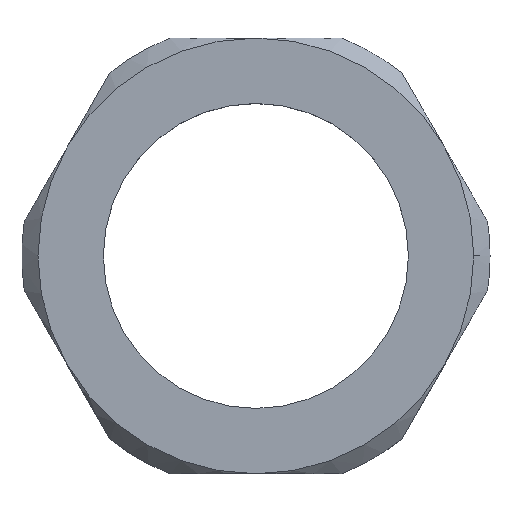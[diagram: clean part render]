
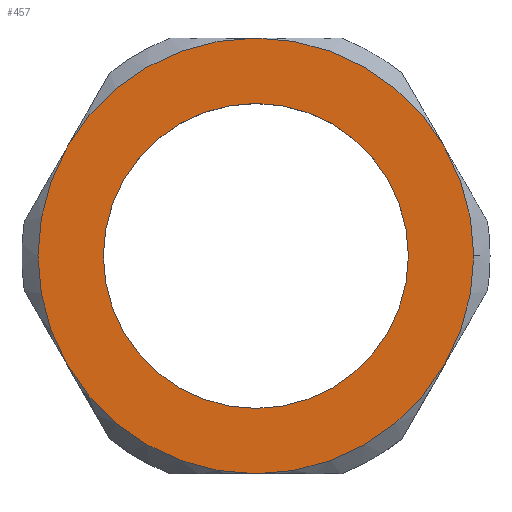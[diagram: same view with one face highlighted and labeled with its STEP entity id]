
A CAD part, top view. The second image highlights one B-rep face of the part: STEP entity #457.
In plain terms, the highlighted planar face has unit normal (0, 0, 1).
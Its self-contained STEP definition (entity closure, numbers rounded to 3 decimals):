
#7 = AXIS2_PLACEMENT_3D ( 'NONE', #616, #615, #614 ) ;
#10 = AXIS2_PLACEMENT_3D ( 'NONE', #578, #577, #576 ) ;
#11 = AXIS2_PLACEMENT_3D ( 'NONE', #52, #62, #63 ) ;
#17 = AXIS2_PLACEMENT_3D ( 'NONE', #606, #602, #600 ) ;
#19 = AXIS2_PLACEMENT_3D ( 'NONE', #584, #580, #579 ) ;
#20 = AXIS2_PLACEMENT_3D ( 'NONE', #46, #50, #51 ) ;
#28 = AXIS2_PLACEMENT_3D ( 'NONE', #575, #574, #573 ) ;
#32 = AXIS2_PLACEMENT_3D ( 'NONE', #113, #114, #115 ) ;
#35 = AXIS2_PLACEMENT_3D ( 'NONE', #81, #82, #83 ) ;
#46 = CARTESIAN_POINT ( 'NONE',  ( 0., 0., 2.8 ) ) ;
#50 = DIRECTION ( 'NONE',  ( 0., 0., 1. ) ) ;
#51 = DIRECTION ( 'NONE',  ( 1., 0., 0. ) ) ;
#52 = CARTESIAN_POINT ( 'NONE',  ( 0., 0., 2.8 ) ) ;
#62 = DIRECTION ( 'NONE',  ( 0., 0., 1. ) ) ;
#63 = DIRECTION ( 'NONE',  ( 1., 0., 0. ) ) ;
#81 = CARTESIAN_POINT ( 'NONE',  ( 0., 0., 2.8 ) ) ;
#82 = DIRECTION ( 'NONE',  ( 0., 0., 1. ) ) ;
#83 = DIRECTION ( 'NONE',  ( 1., 0., 0. ) ) ;
#113 = CARTESIAN_POINT ( 'NONE',  ( 0., 0., 2.8 ) ) ;
#114 = DIRECTION ( 'NONE',  ( 0., 0., 1. ) ) ;
#115 = DIRECTION ( 'NONE',  ( 1., 0., 0. ) ) ;
#128 = PLANE ( 'NONE',  #326 ) ;
#129 = CARTESIAN_POINT ( 'NONE',  ( 0., 0., 2.8 ) ) ;
#130 = DIRECTION ( 'NONE',  ( 0., 0., 1. ) ) ;
#131 = DIRECTION ( 'NONE',  ( 1., 0., 0. ) ) ;
#267 = CARTESIAN_POINT ( 'NONE',  ( 0., 7.5, 2.8 ) ) ;
#272 = CARTESIAN_POINT ( 'NONE',  ( -6.495, 3.75, 2.8 ) ) ;
#275 = CARTESIAN_POINT ( 'NONE',  ( -5.25, 0., 2.8 ) ) ;
#278 = CARTESIAN_POINT ( 'NONE',  ( 7.5, 0., 2.8 ) ) ;
#279 = CARTESIAN_POINT ( 'NONE',  ( 6.495, 3.75, 2.8 ) ) ;
#280 = CARTESIAN_POINT ( 'NONE',  ( 5.25, 0., 2.8 ) ) ;
#284 = CARTESIAN_POINT ( 'NONE',  ( 0., -7.5, 2.8 ) ) ;
#292 = CARTESIAN_POINT ( 'NONE',  ( -6.495, -3.75, 2.8 ) ) ;
#299 = CARTESIAN_POINT ( 'NONE',  ( 6.495, -3.75, 2.8 ) ) ;
#322 = FACE_BOUND ( 'NONE', #743, .T. ) ;
#324 = FACE_OUTER_BOUND ( 'NONE', #741, .T. ) ;
#326 = AXIS2_PLACEMENT_3D ( 'NONE', #129, #130, #131 ) ;
#417 = EDGE_CURVE ( 'NONE', #776, #777, #511, .T. ) ;
#421 = EDGE_CURVE ( 'NONE', #769, #779, #509, .T. ) ;
#428 = EDGE_CURVE ( 'NONE', #779, #769, #505, .T. ) ;
#429 = EDGE_CURVE ( 'NONE', #805, #776, #504, .T. ) ;
#430 = EDGE_CURVE ( 'NONE', #777, #695, #503, .T. ) ;
#435 = EDGE_CURVE ( 'NONE', #795, #786, #502, .T. ) ;
#439 = EDGE_CURVE ( 'NONE', #766, #795, #501, .T. ) ;
#444 = EDGE_CURVE ( 'NONE', #695, #766, #500, .T. ) ;
#453 = EDGE_CURVE ( 'NONE', #786, #805, #499, .T. ) ;
#457 = ADVANCED_FACE ( 'NONE', ( #322, #324 ), #128, .T. ) ;
#499 = CIRCLE ( 'NONE', #32, 7.5 ) ;
#500 = CIRCLE ( 'NONE', #35, 7.5 ) ;
#501 = CIRCLE ( 'NONE', #11, 7.5 ) ;
#502 = CIRCLE ( 'NONE', #20, 7.5 ) ;
#503 = CIRCLE ( 'NONE', #28, 7.5 ) ;
#504 = CIRCLE ( 'NONE', #10, 7.5 ) ;
#505 = CIRCLE ( 'NONE', #19, 5.25 ) ;
#509 = CIRCLE ( 'NONE', #17, 5.25 ) ;
#511 = CIRCLE ( 'NONE', #7, 7.5 ) ;
#573 = DIRECTION ( 'NONE',  ( 1., 0., 0. ) ) ;
#574 = DIRECTION ( 'NONE',  ( 0., 0., 1. ) ) ;
#575 = CARTESIAN_POINT ( 'NONE',  ( 0., 0., 2.8 ) ) ;
#576 = DIRECTION ( 'NONE',  ( 1., 0., 0. ) ) ;
#577 = DIRECTION ( 'NONE',  ( 0., 0., 1. ) ) ;
#578 = CARTESIAN_POINT ( 'NONE',  ( 0., 0., 2.8 ) ) ;
#579 = DIRECTION ( 'NONE',  ( 1., 0., 0. ) ) ;
#580 = DIRECTION ( 'NONE',  ( 0., 0., 1. ) ) ;
#584 = CARTESIAN_POINT ( 'NONE',  ( 0., 0., 2.8 ) ) ;
#600 = DIRECTION ( 'NONE',  ( 1., 0., 0. ) ) ;
#602 = DIRECTION ( 'NONE',  ( 0., 0., 1. ) ) ;
#606 = CARTESIAN_POINT ( 'NONE',  ( 0., 0., 2.8 ) ) ;
#614 = DIRECTION ( 'NONE',  ( 1., 0., 0. ) ) ;
#615 = DIRECTION ( 'NONE',  ( 0., 0., 1. ) ) ;
#616 = CARTESIAN_POINT ( 'NONE',  ( 0., 0., 2.8 ) ) ;
#695 = VERTEX_POINT ( 'NONE', #267 ) ;
#721 = ORIENTED_EDGE ( 'NONE', *, *, #421, .F. ) ;
#722 = ORIENTED_EDGE ( 'NONE', *, *, #430, .T. ) ;
#723 = ORIENTED_EDGE ( 'NONE', *, *, #428, .F. ) ;
#724 = ORIENTED_EDGE ( 'NONE', *, *, #429, .T. ) ;
#725 = ORIENTED_EDGE ( 'NONE', *, *, #417, .T. ) ;
#726 = ORIENTED_EDGE ( 'NONE', *, *, #439, .T. ) ;
#727 = ORIENTED_EDGE ( 'NONE', *, *, #444, .T. ) ;
#741 = EDGE_LOOP ( 'NONE', ( #724, #725, #722, #727, #726, #765, #759 ) ) ;
#743 = EDGE_LOOP ( 'NONE', ( #721, #723 ) ) ;
#759 = ORIENTED_EDGE ( 'NONE', *, *, #453, .T. ) ;
#765 = ORIENTED_EDGE ( 'NONE', *, *, #435, .T. ) ;
#766 = VERTEX_POINT ( 'NONE', #272 ) ;
#769 = VERTEX_POINT ( 'NONE', #275 ) ;
#776 = VERTEX_POINT ( 'NONE', #278 ) ;
#777 = VERTEX_POINT ( 'NONE', #279 ) ;
#779 = VERTEX_POINT ( 'NONE', #280 ) ;
#786 = VERTEX_POINT ( 'NONE', #284 ) ;
#795 = VERTEX_POINT ( 'NONE', #292 ) ;
#805 = VERTEX_POINT ( 'NONE', #299 ) ;
